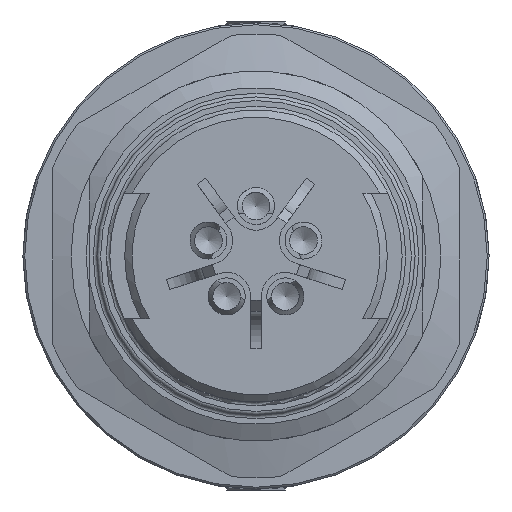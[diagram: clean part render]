
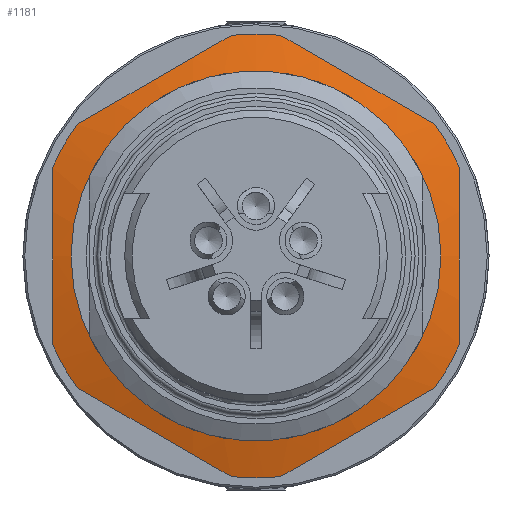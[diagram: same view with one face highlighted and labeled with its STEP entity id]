
A CAD part, left-side view. The second image highlights one B-rep face of the part: STEP entity #1181.
In plain terms, the highlighted conical face has half-angle 75 degrees and reference radius 5 mm.
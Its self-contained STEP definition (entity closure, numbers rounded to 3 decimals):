
#176=CONICAL_SURFACE('',#4113,5.,75.);
#273=B_SPLINE_CURVE_WITH_KNOTS('',3,(#7437,#7438,#7439,#7440),
 .UNSPECIFIED.,.F.,.F.,(4,4),(0.,1.),.UNSPECIFIED.);
#275=B_SPLINE_CURVE_WITH_KNOTS('',3,(#7446,#7447,#7448,#7449),
 .UNSPECIFIED.,.F.,.F.,(4,4),(0.,1.),.UNSPECIFIED.);
#277=B_SPLINE_CURVE_WITH_KNOTS('',3,(#7455,#7456,#7457,#7458),
 .UNSPECIFIED.,.F.,.F.,(4,4),(0.,1.),.UNSPECIFIED.);
#279=B_SPLINE_CURVE_WITH_KNOTS('',3,(#7464,#7465,#7466,#7467),
 .UNSPECIFIED.,.F.,.F.,(4,4),(0.,1.),.UNSPECIFIED.);
#281=B_SPLINE_CURVE_WITH_KNOTS('',3,(#7473,#7474,#7475,#7476),
 .UNSPECIFIED.,.F.,.F.,(4,4),(0.,1.),.UNSPECIFIED.);
#283=B_SPLINE_CURVE_WITH_KNOTS('',3,(#7482,#7483,#7484,#7485),
 .UNSPECIFIED.,.F.,.F.,(4,4),(0.,1.),.UNSPECIFIED.);
#1181=ADVANCED_FACE('',(#1385,#1386),#176,.T.);
#1385=FACE_BOUND('',#1665,.T.);
#1386=FACE_BOUND('',#1666,.T.);
#1665=EDGE_LOOP('',(#2664,#2665,#2666,#2667,#2668,#2669,#2670,#2671,#2672,
#2673,#2674,#2675));
#1666=EDGE_LOOP('',(#2676));
#2664=ORIENTED_EDGE('',*,*,#3528,.T.);
#2665=ORIENTED_EDGE('',*,*,#3516,.T.);
#2666=ORIENTED_EDGE('',*,*,#3526,.T.);
#2667=ORIENTED_EDGE('',*,*,#3520,.T.);
#2668=ORIENTED_EDGE('',*,*,#3524,.T.);
#2669=ORIENTED_EDGE('',*,*,#3500,.T.);
#2670=ORIENTED_EDGE('',*,*,#3534,.T.);
#2671=ORIENTED_EDGE('',*,*,#3504,.T.);
#2672=ORIENTED_EDGE('',*,*,#3532,.T.);
#2673=ORIENTED_EDGE('',*,*,#3508,.T.);
#2674=ORIENTED_EDGE('',*,*,#3530,.T.);
#2675=ORIENTED_EDGE('',*,*,#3512,.T.);
#2676=ORIENTED_EDGE('',*,*,#3498,.F.);
#3005=VERTEX_POINT('',#7378);
#3007=VERTEX_POINT('',#7383);
#3008=VERTEX_POINT('',#7384);
#3011=VERTEX_POINT('',#7392);
#3012=VERTEX_POINT('',#7393);
#3015=VERTEX_POINT('',#7401);
#3016=VERTEX_POINT('',#7402);
#3019=VERTEX_POINT('',#7410);
#3020=VERTEX_POINT('',#7411);
#3023=VERTEX_POINT('',#7419);
#3024=VERTEX_POINT('',#7420);
#3027=VERTEX_POINT('',#7428);
#3028=VERTEX_POINT('',#7429);
#3498=EDGE_CURVE('',#3005,#3005,#3700,.T.);
#3500=EDGE_CURVE('',#3007,#3008,#3702,.T.);
#3504=EDGE_CURVE('',#3011,#3012,#3704,.T.);
#3508=EDGE_CURVE('',#3015,#3016,#3706,.T.);
#3512=EDGE_CURVE('',#3019,#3020,#3708,.T.);
#3516=EDGE_CURVE('',#3023,#3024,#3710,.T.);
#3520=EDGE_CURVE('',#3027,#3028,#3712,.T.);
#3524=EDGE_CURVE('',#3028,#3007,#273,.T.);
#3526=EDGE_CURVE('',#3024,#3027,#275,.T.);
#3528=EDGE_CURVE('',#3020,#3023,#277,.T.);
#3530=EDGE_CURVE('',#3016,#3019,#279,.T.);
#3532=EDGE_CURVE('',#3012,#3015,#281,.T.);
#3534=EDGE_CURVE('',#3008,#3011,#283,.T.);
#3700=CIRCLE('',#4084,5.);
#3702=CIRCLE('',#4087,6.);
#3704=CIRCLE('',#4090,6.);
#3706=CIRCLE('',#4093,6.);
#3708=CIRCLE('',#4096,6.);
#3710=CIRCLE('',#4099,6.);
#3712=CIRCLE('',#4102,6.);
#4084=AXIS2_PLACEMENT_3D('',#7377,#5057,#5058);
#4087=AXIS2_PLACEMENT_3D('',#7382,#5063,#5064);
#4090=AXIS2_PLACEMENT_3D('',#7391,#5071,#5072);
#4093=AXIS2_PLACEMENT_3D('',#7400,#5079,#5080);
#4096=AXIS2_PLACEMENT_3D('',#7409,#5087,#5088);
#4099=AXIS2_PLACEMENT_3D('',#7418,#5095,#5096);
#4102=AXIS2_PLACEMENT_3D('',#7427,#5103,#5104);
#4113=AXIS2_PLACEMENT_3D('',#7492,#5127,#5128);
#5057=DIRECTION('',(-1.,0.,0.));
#5058=DIRECTION('',(0.,0.,1.));
#5063=DIRECTION('',(-1.,0.,0.));
#5064=DIRECTION('',(0.,0.,-1.));
#5071=DIRECTION('',(-1.,0.,0.));
#5072=DIRECTION('',(0.,0.,-1.));
#5079=DIRECTION('',(-1.,0.,0.));
#5080=DIRECTION('',(0.,0.,-1.));
#5087=DIRECTION('',(-1.,0.,0.));
#5088=DIRECTION('',(0.,0.,-1.));
#5095=DIRECTION('',(-1.,0.,0.));
#5096=DIRECTION('',(0.,0.,-1.));
#5103=DIRECTION('',(-1.,0.,0.));
#5104=DIRECTION('',(0.,0.,-1.));
#5127=DIRECTION('',(1.,0.,0.));
#5128=DIRECTION('',(0.,0.,1.));
#7377=CARTESIAN_POINT('',(4.4,0.,0.));
#7378=CARTESIAN_POINT('',(4.4,0.,5.));
#7382=CARTESIAN_POINT('',(4.668,0.,0.));
#7383=CARTESIAN_POINT('',(4.668,-5.5,2.398));
#7384=CARTESIAN_POINT('',(4.668,-4.827,3.564));
#7391=CARTESIAN_POINT('',(4.668,0.,0.));
#7392=CARTESIAN_POINT('',(4.668,-0.673,5.962));
#7393=CARTESIAN_POINT('',(4.668,0.673,5.962));
#7400=CARTESIAN_POINT('',(4.668,0.,0.));
#7401=CARTESIAN_POINT('',(4.668,4.827,3.564));
#7402=CARTESIAN_POINT('',(4.668,5.5,2.398));
#7409=CARTESIAN_POINT('',(4.668,0.,0.));
#7410=CARTESIAN_POINT('',(4.668,5.5,-2.398));
#7411=CARTESIAN_POINT('',(4.668,4.827,-3.564));
#7418=CARTESIAN_POINT('',(4.668,0.,0.));
#7419=CARTESIAN_POINT('',(4.668,0.673,-5.962));
#7420=CARTESIAN_POINT('',(4.668,-0.673,-5.962));
#7427=CARTESIAN_POINT('',(4.668,0.,0.));
#7428=CARTESIAN_POINT('',(4.668,-4.827,-3.564));
#7429=CARTESIAN_POINT('',(4.668,-5.5,-2.398));
#7437=CARTESIAN_POINT('',(4.668,-5.5,-2.398));
#7438=CARTESIAN_POINT('',(4.497,-5.5,-0.798));
#7439=CARTESIAN_POINT('',(4.498,-5.5,0.807));
#7440=CARTESIAN_POINT('',(4.668,-5.5,2.398));
#7446=CARTESIAN_POINT('',(4.668,-0.673,-5.962));
#7447=CARTESIAN_POINT('',(4.497,-2.058,-5.163));
#7448=CARTESIAN_POINT('',(4.497,-3.442,-4.363));
#7449=CARTESIAN_POINT('',(4.668,-4.827,-3.564));
#7455=CARTESIAN_POINT('',(4.668,4.827,-3.564));
#7456=CARTESIAN_POINT('',(4.497,3.442,-4.363));
#7457=CARTESIAN_POINT('',(4.497,2.058,-5.163));
#7458=CARTESIAN_POINT('',(4.668,0.673,-5.962));
#7464=CARTESIAN_POINT('',(4.668,5.5,2.398));
#7465=CARTESIAN_POINT('',(4.498,5.5,0.807));
#7466=CARTESIAN_POINT('',(4.497,5.5,-0.798));
#7467=CARTESIAN_POINT('',(4.668,5.5,-2.398));
#7473=CARTESIAN_POINT('',(4.668,0.673,5.962));
#7474=CARTESIAN_POINT('',(4.497,2.058,5.163));
#7475=CARTESIAN_POINT('',(4.497,3.442,4.363));
#7476=CARTESIAN_POINT('',(4.668,4.827,3.564));
#7482=CARTESIAN_POINT('',(4.668,-4.827,3.564));
#7483=CARTESIAN_POINT('',(4.497,-3.442,4.363));
#7484=CARTESIAN_POINT('',(4.497,-2.058,5.163));
#7485=CARTESIAN_POINT('',(4.668,-0.673,5.962));
#7492=CARTESIAN_POINT('',(4.4,0.,0.));
